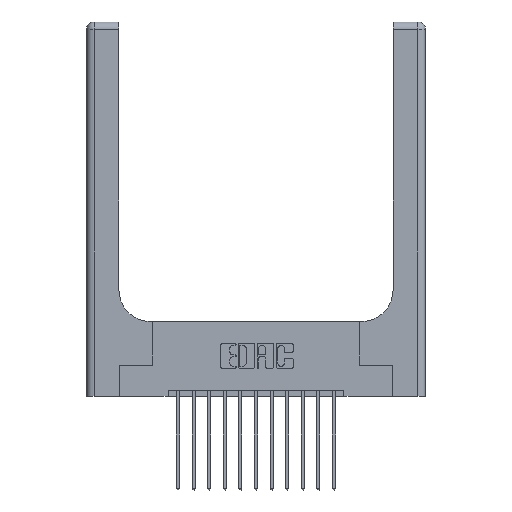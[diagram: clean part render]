
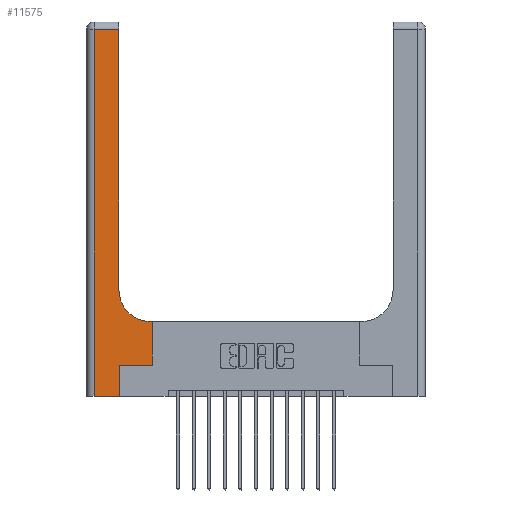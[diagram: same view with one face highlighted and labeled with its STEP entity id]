
A CAD part, top view. The second image highlights one B-rep face of the part: STEP entity #11575.
In plain terms, the highlighted planar face has unit normal (0, 0, 1).
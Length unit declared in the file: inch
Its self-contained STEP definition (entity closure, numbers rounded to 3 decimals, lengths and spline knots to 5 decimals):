
#9 = VERTEX_POINT ( 'NONE', #10009 ) ;
#459 = ORIENTED_EDGE ( 'NONE', *, *, #13410, .T. ) ;
#480 = DIRECTION ( 'NONE',  ( -1., 0., 0. ) ) ;
#1084 = VECTOR ( 'NONE', #13049, 39.37008 ) ;
#1162 = DIRECTION ( 'NONE',  ( 1., 0., 0. ) ) ;
#1369 = EDGE_CURVE ( 'NONE', #1552, #2534, #15521, .T. ) ;
#1552 = VERTEX_POINT ( 'NONE', #1899 ) ;
#1554 = CARTESIAN_POINT ( 'NONE',  ( 0.265, 0., 0.37 ) ) ;
#1745 = VECTOR ( 'NONE', #4179, 39.37008 ) ;
#1899 = CARTESIAN_POINT ( 'NONE',  ( 0.51, 0.6, 0.37 ) ) ;
#2150 = EDGE_CURVE ( 'NONE', #6592, #4827, #10114, .T. ) ;
#2259 = CARTESIAN_POINT ( 'NONE',  ( 0.26, 0.6, 0.37 ) ) ;
#2534 = VERTEX_POINT ( 'NONE', #3751 ) ;
#2832 = VERTEX_POINT ( 'NONE', #12228 ) ;
#3119 = CARTESIAN_POINT ( 'NONE',  ( 0., 3., 0.37 ) ) ;
#3562 = CARTESIAN_POINT ( 'NONE',  ( 0.265, 0., 0.37 ) ) ;
#3751 = CARTESIAN_POINT ( 'NONE',  ( 0.26, 0.85, 0.37 ) ) ;
#3821 = VERTEX_POINT ( 'NONE', #7348 ) ;
#4179 = DIRECTION ( 'NONE',  ( 0., -1., 0. ) ) ;
#4827 = VERTEX_POINT ( 'NONE', #15972 ) ;
#4829 = DIRECTION ( 'NONE',  ( -1., 0., 0. ) ) ;
#5092 = VERTEX_POINT ( 'NONE', #1554 ) ;
#5324 = DIRECTION ( 'NONE',  ( 0., 0., -1. ) ) ;
#5471 = FACE_OUTER_BOUND ( 'NONE', #12041, .T. ) ;
#5560 = VECTOR ( 'NONE', #8645, 39.37008 ) ;
#5705 = PLANE ( 'NONE',  #11907 ) ;
#5916 = CARTESIAN_POINT ( 'NONE',  ( 0.06, 3., 0.37 ) ) ;
#6210 = EDGE_CURVE ( 'NONE', #4827, #2832, #7152, .T. ) ;
#6418 = ORIENTED_EDGE ( 'NONE', *, *, #1369, .T. ) ;
#6441 = EDGE_CURVE ( 'NONE', #5092, #9, #12486, .T. ) ;
#6469 = CARTESIAN_POINT ( 'NONE',  ( 0., 0., 0.37 ) ) ;
#6592 = VERTEX_POINT ( 'NONE', #9193 ) ;
#7152 = LINE ( 'NONE', #5916, #1745 ) ;
#7348 = CARTESIAN_POINT ( 'NONE',  ( 0.528, 0.25, 0.37 ) ) ;
#7622 = LINE ( 'NONE', #14833, #10178 ) ;
#7732 = EDGE_CURVE ( 'NONE', #2534, #6592, #12048, .T. ) ;
#7828 = EDGE_CURVE ( 'NONE', #3821, #10071, #7913, .T. ) ;
#7913 = LINE ( 'NONE', #10522, #1084 ) ;
#8322 = VECTOR ( 'NONE', #1162, 39.37008 ) ;
#8481 = ORIENTED_EDGE ( 'NONE', *, *, #7828, .T. ) ;
#8645 = DIRECTION ( 'NONE',  ( 0., 1., 0. ) ) ;
#8660 = DIRECTION ( 'NONE',  ( 0., 1., 0. ) ) ;
#9120 = ORIENTED_EDGE ( 'NONE', *, *, #16196, .T. ) ;
#9193 = CARTESIAN_POINT ( 'NONE',  ( 0.26, 2.94, 0.37 ) ) ;
#9965 = ORIENTED_EDGE ( 'NONE', *, *, #6210, .T. ) ;
#10009 = CARTESIAN_POINT ( 'NONE',  ( 0.265, 0.25, 0.37 ) ) ;
#10071 = VERTEX_POINT ( 'NONE', #12699 ) ;
#10102 = LINE ( 'NONE', #2259, #14102 ) ;
#10114 = LINE ( 'NONE', #15684, #13079 ) ;
#10178 = VECTOR ( 'NONE', #13528, 39.37008 ) ;
#10522 = CARTESIAN_POINT ( 'NONE',  ( 0.528, 0.25, 0.37 ) ) ;
#10561 = AXIS2_PLACEMENT_3D ( 'NONE', #14084, #5324, #15395 ) ;
#10696 = DIRECTION ( 'NONE',  ( 0., 0., -1. ) ) ;
#11324 = ORIENTED_EDGE ( 'NONE', *, *, #6441, .T. ) ;
#11575 = ADVANCED_FACE ( 'NONE', ( #5471 ), #5705, .F. ) ;
#11674 = LINE ( 'NONE', #6469, #8322 ) ;
#11907 = AXIS2_PLACEMENT_3D ( 'NONE', #3119, #10696, #480 ) ;
#12041 = EDGE_LOOP ( 'NONE', ( #14179, #12369, #9965, #9120, #11324, #459, #8481, #15516, #6418 ) ) ;
#12048 = LINE ( 'NONE', #12628, #12656 ) ;
#12228 = CARTESIAN_POINT ( 'NONE',  ( 0.06, 0., 0.37 ) ) ;
#12369 = ORIENTED_EDGE ( 'NONE', *, *, #2150, .T. ) ;
#12486 = LINE ( 'NONE', #3562, #5560 ) ;
#12628 = CARTESIAN_POINT ( 'NONE',  ( 0.26, 3., 0.37 ) ) ;
#12656 = VECTOR ( 'NONE', #8660, 39.37008 ) ;
#12699 = CARTESIAN_POINT ( 'NONE',  ( 0.528, 0.6, 0.37 ) ) ;
#13049 = DIRECTION ( 'NONE',  ( 0., 1., 0. ) ) ;
#13079 = VECTOR ( 'NONE', #4829, 39.37008 ) ;
#13410 = EDGE_CURVE ( 'NONE', #9, #3821, #7622, .T. ) ;
#13528 = DIRECTION ( 'NONE',  ( 1., 0., 0. ) ) ;
#14084 = CARTESIAN_POINT ( 'NONE',  ( 0.51, 0.85, 0.37 ) ) ;
#14102 = VECTOR ( 'NONE', #14840, 39.37008 ) ;
#14179 = ORIENTED_EDGE ( 'NONE', *, *, #7732, .T. ) ;
#14833 = CARTESIAN_POINT ( 'NONE',  ( 0.265, 0.25, 0.37 ) ) ;
#14840 = DIRECTION ( 'NONE',  ( -1., 0., 0. ) ) ;
#15395 = DIRECTION ( 'NONE',  ( 1., 0., 0. ) ) ;
#15516 = ORIENTED_EDGE ( 'NONE', *, *, #15618, .T. ) ;
#15521 = CIRCLE ( 'NONE', #10561, 0.25 ) ;
#15618 = EDGE_CURVE ( 'NONE', #10071, #1552, #10102, .T. ) ;
#15684 = CARTESIAN_POINT ( 'NONE',  ( 0., 2.94, 0.37 ) ) ;
#15972 = CARTESIAN_POINT ( 'NONE',  ( 0.06, 2.94, 0.37 ) ) ;
#16196 = EDGE_CURVE ( 'NONE', #2832, #5092, #11674, .T. ) ;
